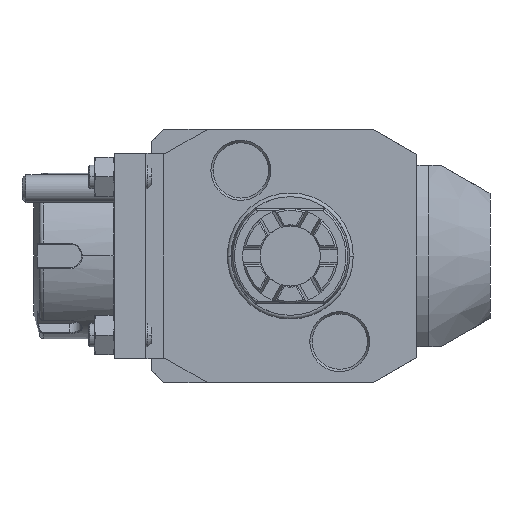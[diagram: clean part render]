
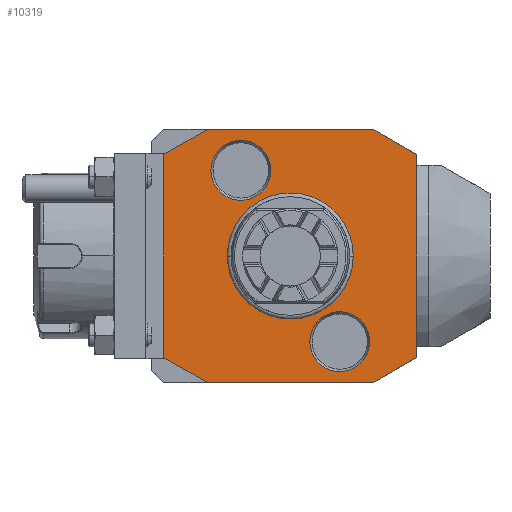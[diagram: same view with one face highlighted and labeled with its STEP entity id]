
A CAD part, front view. The second image highlights one B-rep face of the part: STEP entity #10319.
In plain terms, the highlighted planar face has unit normal (0, -1, 0).
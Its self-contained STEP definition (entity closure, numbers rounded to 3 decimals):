
#1=DIRECTION('',(0.866,0.,0.5));
#2=VECTOR('',#1,12.702);
#3=CARTESIAN_POINT('',(21.,0.,-32.));
#4=LINE('',#3,#2);
#5=DIRECTION('',(1.,0.,0.));
#6=VECTOR('',#5,42.);
#7=CARTESIAN_POINT('',(-21.,0.,-32.));
#8=LINE('',#7,#6);
#9=DIRECTION('',(0.866,0.,-0.5));
#10=VECTOR('',#9,12.702);
#11=CARTESIAN_POINT('',(-32.,0.,-25.649));
#12=LINE('',#11,#10);
#13=DIRECTION('',(0.,0.,-1.));
#14=VECTOR('',#13,51.298);
#15=CARTESIAN_POINT('',(-32.,0.,25.649));
#16=LINE('',#15,#14);
#17=DIRECTION('',(-0.866,0.,-0.5));
#18=VECTOR('',#17,12.702);
#19=CARTESIAN_POINT('',(-21.,0.,32.));
#20=LINE('',#19,#18);
#21=DIRECTION('',(-1.,0.,0.));
#22=VECTOR('',#21,42.);
#23=CARTESIAN_POINT('',(21.,0.,32.));
#24=LINE('',#23,#22);
#25=DIRECTION('',(-0.866,0.,0.5));
#26=VECTOR('',#25,12.702);
#27=CARTESIAN_POINT('',(32.,0.,25.649));
#28=LINE('',#27,#26);
#29=DIRECTION('',(0.,0.,1.));
#30=VECTOR('',#29,51.298);
#31=CARTESIAN_POINT('',(32.,0.,-25.649));
#32=LINE('',#31,#30);
#33=CARTESIAN_POINT('',(-12.5,0.,21.651));
#34=DIRECTION('',(0.,1.,0.));
#35=DIRECTION('',(1.,0.,0.));
#36=AXIS2_PLACEMENT_3D('',#33,#34,#35);
#38=CARTESIAN_POINT('',(-12.5,0.,21.651));
#39=DIRECTION('',(0.,1.,0.));
#40=DIRECTION('',(-1.,0.,0.));
#41=AXIS2_PLACEMENT_3D('',#38,#39,#40);
#43=CARTESIAN_POINT('',(12.5,0.,-21.651));
#44=DIRECTION('',(0.,1.,0.));
#45=DIRECTION('',(1.,0.,0.));
#46=AXIS2_PLACEMENT_3D('',#43,#44,#45);
#48=CARTESIAN_POINT('',(12.5,0.,-21.651));
#49=DIRECTION('',(0.,1.,0.));
#50=DIRECTION('',(-1.,0.,0.));
#51=AXIS2_PLACEMENT_3D('',#48,#49,#50);
#6489=CARTESIAN_POINT('',(0.,0.,0.));
#6490=DIRECTION('',(0.,-1.,0.));
#6491=DIRECTION('',(1.,0.,0.));
#6492=AXIS2_PLACEMENT_3D('',#6489,#6490,#6491);
#6494=CARTESIAN_POINT('',(0.,0.,0.));
#6495=DIRECTION('',(0.,-1.,0.));
#6496=DIRECTION('',(-1.,0.,0.));
#6497=AXIS2_PLACEMENT_3D('',#6494,#6495,#6496);
#9130=CARTESIAN_POINT('',(-4.923,0.,21.651));
#9131=CARTESIAN_POINT('',(-20.077,0.,21.651));
#9132=VERTEX_POINT('',#9130);
#9133=VERTEX_POINT('',#9131);
#9236=CARTESIAN_POINT('',(20.077,0.,
-21.651));
#9237=CARTESIAN_POINT('',(4.923,0.,
-21.651));
#9238=VERTEX_POINT('',#9236);
#9239=VERTEX_POINT('',#9237);
#10004=CARTESIAN_POINT('',(21.,0.,-32.));
#10005=CARTESIAN_POINT('',(32.,0.,-25.649));
#10006=VERTEX_POINT('',#10004);
#10007=VERTEX_POINT('',#10005);
#10008=CARTESIAN_POINT('',(32.,0.,25.649));
#10009=VERTEX_POINT('',#10008);
#10010=CARTESIAN_POINT('',(21.,0.,32.));
#10011=VERTEX_POINT('',#10010);
#10012=CARTESIAN_POINT('',(-21.,0.,32.));
#10013=VERTEX_POINT('',#10012);
#10014=CARTESIAN_POINT('',(-32.,0.,25.649));
#10015=CARTESIAN_POINT('',(-32.,0.,-25.649));
#10016=VERTEX_POINT('',#10014);
#10017=VERTEX_POINT('',#10015);
#10018=CARTESIAN_POINT('',(-21.,0.,-32.));
#10019=VERTEX_POINT('',#10018);
#10140=CARTESIAN_POINT('',(15.783,0.,0.));
#10141=CARTESIAN_POINT('',(-15.783,0.,0.));
#10142=VERTEX_POINT('',#10140);
#10143=VERTEX_POINT('',#10141);
#10278=CARTESIAN_POINT('',(0.,0.,0.));
#10279=DIRECTION('',(0.,-1.,0.));
#10280=DIRECTION('',(-1.,0.,0.));
#10281=AXIS2_PLACEMENT_3D('',#10278,#10279,#10280);
#10282=PLANE('',#10281);
#10284=ORIENTED_EDGE('',*,*,#10283,.F.);
#10286=ORIENTED_EDGE('',*,*,#10285,.F.);
#10288=ORIENTED_EDGE('',*,*,#10287,.F.);
#10290=ORIENTED_EDGE('',*,*,#10289,.F.);
#10292=ORIENTED_EDGE('',*,*,#10291,.F.);
#10294=ORIENTED_EDGE('',*,*,#10293,.F.);
#10296=ORIENTED_EDGE('',*,*,#10295,.F.);
#10298=ORIENTED_EDGE('',*,*,#10297,.F.);
#10299=EDGE_LOOP('',(#10284,#10286,#10288,#10290,#10292,#10294,#10296,#10298));
#10300=FACE_OUTER_BOUND('',#10299,.F.);
#10302=ORIENTED_EDGE('',*,*,#10301,.T.);
#10304=ORIENTED_EDGE('',*,*,#10303,.T.);
#10305=EDGE_LOOP('',(#10302,#10304));
#10306=FACE_BOUND('',#10305,.F.);
#10308=ORIENTED_EDGE('',*,*,#10307,.F.);
#10310=ORIENTED_EDGE('',*,*,#10309,.F.);
#10311=EDGE_LOOP('',(#10308,#10310));
#10312=FACE_BOUND('',#10311,.F.);
#10314=ORIENTED_EDGE('',*,*,#10313,.F.);
#10316=ORIENTED_EDGE('',*,*,#10315,.F.);
#10317=EDGE_LOOP('',(#10314,#10316));
#10318=FACE_BOUND('',#10317,.F.);
#37=CIRCLE('',#36,7.577);
#42=CIRCLE('',#41,7.577);
#47=CIRCLE('',#46,7.577);
#52=CIRCLE('',#51,7.577);
#6493=CIRCLE('',#6492,15.783);
#6498=CIRCLE('',#6497,15.783);
#10283=EDGE_CURVE('',#10006,#10007,#4,.T.);
#10285=EDGE_CURVE('',#10019,#10006,#8,.T.);
#10287=EDGE_CURVE('',#10017,#10019,#12,.T.);
#10289=EDGE_CURVE('',#10016,#10017,#16,.T.);
#10291=EDGE_CURVE('',#10013,#10016,#20,.T.);
#10293=EDGE_CURVE('',#10011,#10013,#24,.T.);
#10295=EDGE_CURVE('',#10009,#10011,#28,.T.);
#10297=EDGE_CURVE('',#10007,#10009,#32,.T.);
#10301=EDGE_CURVE('',#10142,#10143,#6493,.T.);
#10303=EDGE_CURVE('',#10143,#10142,#6498,.T.);
#10307=EDGE_CURVE('',#9132,#9133,#37,.T.);
#10309=EDGE_CURVE('',#9133,#9132,#42,.T.);
#10313=EDGE_CURVE('',#9238,#9239,#47,.T.);
#10315=EDGE_CURVE('',#9239,#9238,#52,.T.);
#10319=ADVANCED_FACE('',(#10300,#10306,#10312,#10318),#10282,.T.);
